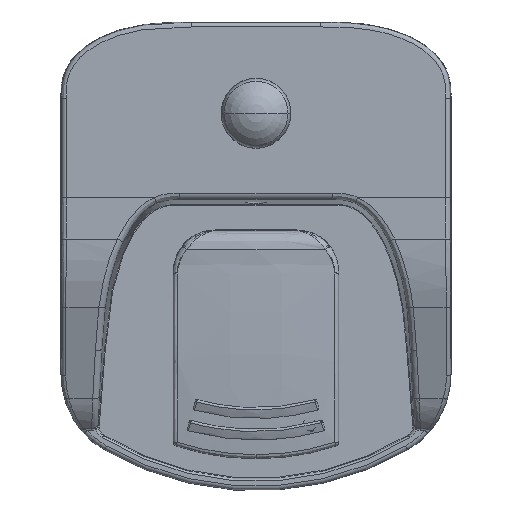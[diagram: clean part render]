
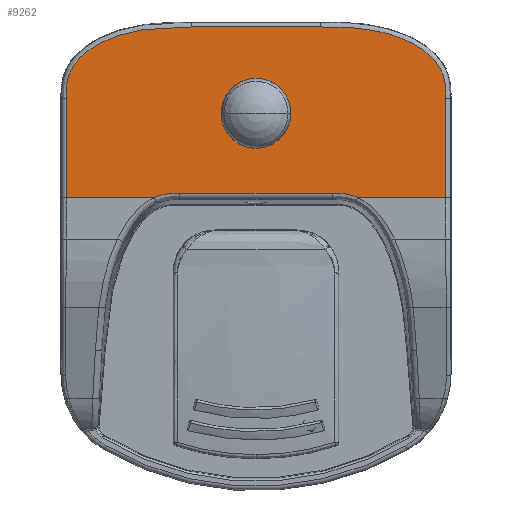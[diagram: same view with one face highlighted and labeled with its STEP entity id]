
A CAD part, top view. The second image highlights one B-rep face of the part: STEP entity #9262.
In plain terms, the highlighted planar face has unit normal (0, 0, 1).
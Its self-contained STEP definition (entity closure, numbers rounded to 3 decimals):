
#324=CARTESIAN_POINT('',(0.,112.735,30.));
#325=DIRECTION('',(0.,0.,-1.));
#326=DIRECTION('',(-1.,0.,0.));
#327=AXIS2_PLACEMENT_3D('',#324,#325,#326);
#333=CARTESIAN_POINT('',(0.,112.735,30.));
#334=DIRECTION('',(0.,0.,-1.));
#335=DIRECTION('',(1.,0.,0.));
#336=AXIS2_PLACEMENT_3D('',#333,#334,#335);
#341=DIRECTION('',(0.,-1.,0.));
#342=VECTOR('',#341,46.);
#343=CARTESIAN_POINT('',(-88.017,119.735,30.));
#344=LINE('',#343,#342);
#348=CARTESIAN_POINT('',(-30.,152.752,30.));
#349=CARTESIAN_POINT('',(-31.713,152.752,30.));
#350=CARTESIAN_POINT('',(-35.011,152.747,30.));
#351=CARTESIAN_POINT('',(-39.56,152.66,30.));
#352=CARTESIAN_POINT('',(-43.748,152.456,30.));
#353=CARTESIAN_POINT('',(-47.551,152.134,30.));
#354=CARTESIAN_POINT('',(-50.971,151.72,30.));
#355=CARTESIAN_POINT('',(-54.162,151.212,30.));
#356=CARTESIAN_POINT('',(-57.329,150.577,30.));
#357=CARTESIAN_POINT('',(-60.468,149.805,30.));
#358=CARTESIAN_POINT('',(-63.458,148.921,30.));
#359=CARTESIAN_POINT('',(-66.281,147.936,30.));
#360=CARTESIAN_POINT('',(-68.995,146.833,30.));
#361=CARTESIAN_POINT('',(-71.629,145.595,30.));
#362=CARTESIAN_POINT('',(-74.222,144.182,30.));
#363=CARTESIAN_POINT('',(-76.636,142.639,30.));
#364=CARTESIAN_POINT('',(-78.667,141.128,30.));
#365=CARTESIAN_POINT('',(-80.332,139.702,30.));
#366=CARTESIAN_POINT('',(-81.718,138.342,30.));
#367=CARTESIAN_POINT('',(-82.874,137.045,30.));
#368=CARTESIAN_POINT('',(-83.836,135.812,30.));
#369=CARTESIAN_POINT('',(-84.622,134.662,30.));
#370=CARTESIAN_POINT('',(-85.256,133.607,30.));
#371=CARTESIAN_POINT('',(-85.78,132.614,30.));
#372=CARTESIAN_POINT('',(-86.227,131.643,30.));
#373=CARTESIAN_POINT('',(-86.626,130.64,30.));
#374=CARTESIAN_POINT('',(-86.975,129.6,30.));
#375=CARTESIAN_POINT('',(-87.267,128.54,30.));
#376=CARTESIAN_POINT('',(-87.503,127.473,30.));
#377=CARTESIAN_POINT('',(-87.684,126.415,30.));
#378=CARTESIAN_POINT('',(-87.822,125.325,30.));
#379=CARTESIAN_POINT('',(-87.923,124.161,30.));
#380=CARTESIAN_POINT('',(-87.987,122.877,30.));
#381=CARTESIAN_POINT('',(-88.016,121.433,30.));
#382=CARTESIAN_POINT('',(-88.017,120.323,30.));
#383=CARTESIAN_POINT('',(-88.017,119.735,30.));
#388=DIRECTION('',(-1.,0.,0.));
#389=VECTOR('',#388,60.);
#390=CARTESIAN_POINT('',(30.,152.752,30.));
#391=LINE('',#390,#389);
#395=CARTESIAN_POINT('',(88.017,119.735,30.));
#396=CARTESIAN_POINT('',(88.017,120.983,30.));
#397=CARTESIAN_POINT('',(88.021,123.505,30.));
#398=CARTESIAN_POINT('',(87.614,127.503,30.));
#399=CARTESIAN_POINT('',(86.485,131.332,30.));
#400=CARTESIAN_POINT('',(84.748,134.614,30.));
#401=CARTESIAN_POINT('',(82.76,137.248,30.));
#402=CARTESIAN_POINT('',(80.723,139.37,30.));
#403=CARTESIAN_POINT('',(78.538,141.248,30.));
#404=CARTESIAN_POINT('',(76.118,142.998,30.));
#405=CARTESIAN_POINT('',(73.56,144.564,30.));
#406=CARTESIAN_POINT('',(70.928,145.943,30.));
#407=CARTESIAN_POINT('',(68.238,147.158,30.));
#408=CARTESIAN_POINT('',(65.452,148.243,30.));
#409=CARTESIAN_POINT('',(62.493,149.224,30.));
#410=CARTESIAN_POINT('',(59.391,150.087,30.));
#411=CARTESIAN_POINT('',(56.231,150.814,30.));
#412=CARTESIAN_POINT('',(52.917,151.43,30.));
#413=CARTESIAN_POINT('',(49.222,151.954,30.));
#414=CARTESIAN_POINT('',(45.078,152.365,30.));
#415=CARTESIAN_POINT('',(40.503,152.632,30.));
#416=CARTESIAN_POINT('',(35.499,152.746,30.));
#417=CARTESIAN_POINT('',(31.88,152.752,30.));
#418=CARTESIAN_POINT('',(30.,152.752,30.));
#423=DIRECTION('',(0.,1.,0.));
#424=VECTOR('',#423,46.);
#425=CARTESIAN_POINT('',(88.017,73.735,30.));
#426=LINE('',#425,#424);
#430=DIRECTION('',(-1.,0.,0.));
#431=VECTOR('',#430,40.868);
#432=CARTESIAN_POINT('',(88.017,73.735,30.));
#433=LINE('',#432,#431);
#437=CARTESIAN_POINT('',(35.403,75.77,30.));
#438=CARTESIAN_POINT('',(35.821,75.77,30.));
#439=CARTESIAN_POINT('',(36.654,75.769,30.));
#440=CARTESIAN_POINT('',(37.878,75.747,30.));
#441=CARTESIAN_POINT('',(39.145,75.684,30.));
#442=CARTESIAN_POINT('',(40.359,75.574,30.));
#443=CARTESIAN_POINT('',(41.547,75.413,30.));
#444=CARTESIAN_POINT('',(42.793,75.181,30.));
#445=CARTESIAN_POINT('',(44.128,74.85,30.));
#446=CARTESIAN_POINT('',(45.564,74.395,30.));
#447=CARTESIAN_POINT('',(46.61,73.977,30.));
#448=CARTESIAN_POINT('',(47.15,73.735,30.));
#453=DIRECTION('',(1.,0.,0.));
#454=VECTOR('',#453,70.807);
#455=CARTESIAN_POINT('',(-35.403,75.77,30.));
#456=LINE('',#455,#454);
#460=CARTESIAN_POINT('',(-47.15,73.735,30.));
#461=CARTESIAN_POINT('',(-46.673,73.949,30.));
#462=CARTESIAN_POINT('',(-45.742,74.327,30.));
#463=CARTESIAN_POINT('',(-44.427,74.761,30.));
#464=CARTESIAN_POINT('',(-43.181,75.091,30.));
#465=CARTESIAN_POINT('',(-41.997,75.336,30.));
#466=CARTESIAN_POINT('',(-40.792,75.523,30.));
#467=CARTESIAN_POINT('',(-39.548,75.654,30.));
#468=CARTESIAN_POINT('',(-38.257,75.734,30.));
#469=CARTESIAN_POINT('',(-36.895,75.769,30.));
#470=CARTESIAN_POINT('',(-35.912,75.77,30.));
#471=CARTESIAN_POINT('',(-35.403,75.77,30.));
#476=DIRECTION('',(-1.,0.,0.));
#477=VECTOR('',#476,40.868);
#478=CARTESIAN_POINT('',(-47.15,73.735,30.));
#479=LINE('',#478,#477);
#4208=CARTESIAN_POINT('',(47.15,73.735,30.));
#8331=CARTESIAN_POINT('',(-16.2,112.735,30.));
#8332=CARTESIAN_POINT('',(16.2,112.735,30.));
#8333=VERTEX_POINT('',#8331);
#8334=VERTEX_POINT('',#8332);
#8387=VERTEX_POINT('',#4208);
#8389=VERTEX_POINT('',#437);
#8391=CARTESIAN_POINT('',(-35.403,75.77,30.));
#8392=VERTEX_POINT('',#8391);
#8395=VERTEX_POINT('',#460);
#8648=CARTESIAN_POINT('',(-88.018,73.735,30.));
#8649=VERTEX_POINT('',#8648);
#8651=CARTESIAN_POINT('',(-88.017,119.735,30.));
#8652=VERTEX_POINT('',#8651);
#8655=VERTEX_POINT('',#348);
#8657=CARTESIAN_POINT('',(30.,152.752,30.));
#8658=VERTEX_POINT('',#8657);
#8661=VERTEX_POINT('',#395);
#8663=CARTESIAN_POINT('',(88.017,73.735,30.));
#8664=VERTEX_POINT('',#8663);
#9229=CARTESIAN_POINT('',(0.,0.,30.));
#9230=DIRECTION('',(0.,0.,1.));
#9231=DIRECTION('',(0.,-1.,0.));
#9232=AXIS2_PLACEMENT_3D('',#9229,#9230,#9231);
#9233=PLANE('',#9232);
#9235=ORIENTED_EDGE('',*,*,#9234,.F.);
#9237=ORIENTED_EDGE('',*,*,#9236,.F.);
#9239=ORIENTED_EDGE('',*,*,#9238,.F.);
#9241=ORIENTED_EDGE('',*,*,#9240,.F.);
#9243=ORIENTED_EDGE('',*,*,#9242,.F.);
#9245=ORIENTED_EDGE('',*,*,#9244,.T.);
#9247=ORIENTED_EDGE('',*,*,#9246,.F.);
#9249=ORIENTED_EDGE('',*,*,#9248,.F.);
#9251=ORIENTED_EDGE('',*,*,#9250,.F.);
#9253=ORIENTED_EDGE('',*,*,#9252,.T.);
#9254=EDGE_LOOP('',(#9235,#9237,#9239,#9241,#9243,#9245,#9247,#9249,#9251,
#9253));
#9255=FACE_OUTER_BOUND('',#9254,.F.);
#9257=ORIENTED_EDGE('',*,*,#9256,.F.);
#9259=ORIENTED_EDGE('',*,*,#9258,.F.);
#9260=EDGE_LOOP('',(#9257,#9259));
#9261=FACE_BOUND('',#9260,.F.);
#328=CIRCLE('',#327,16.2);
#337=CIRCLE('',#336,16.2);
#384=B_SPLINE_CURVE_WITH_KNOTS('',3,(#348,#349,#350,#351,#352,#353,#354,#355,
#356,#357,#358,#359,#360,#361,#362,#363,#364,#365,#366,#367,#368,#369,#370,#371,
#372,#373,#374,#375,#376,#377,#378,#379,#380,#381,#382,#383),.UNSPECIFIED.,.F.,
.F.,(4,1,1,1,1,1,1,1,1,1,1,1,1,1,1,1,1,1,1,1,1,1,1,1,1,1,1,1,1,1,1,1,1,4),(0.,
0.03,0.061,0.091,0.121,
0.152,0.182,0.212,0.242,
0.273,0.303,0.333,0.364,
0.394,0.424,0.455,0.485,
0.515,0.545,0.576,0.606,
0.636,0.667,0.697,0.727,
0.758,0.788,0.818,0.848,
0.879,0.909,0.939,0.97,1.),
.UNSPECIFIED.);
#419=B_SPLINE_CURVE_WITH_KNOTS('',3,(#395,#396,#397,#398,#399,#400,#401,#402,
#403,#404,#405,#406,#407,#408,#409,#410,#411,#412,#413,#414,#415,#416,#417,
#418),.UNSPECIFIED.,.F.,.F.,(4,1,1,1,1,1,1,1,1,1,1,1,1,1,1,1,1,1,1,1,1,4),(0.,
0.048,0.095,0.143,0.19,
0.238,0.286,0.333,0.381,
0.429,0.476,0.524,0.571,
0.619,0.667,0.714,0.762,
0.81,0.857,0.905,0.952,1.),
.UNSPECIFIED.);
#449=B_SPLINE_CURVE_WITH_KNOTS('',3,(#437,#438,#439,#440,#441,#442,#443,#444,
#445,#446,#447,#448),.UNSPECIFIED.,.F.,.F.,(4,1,1,1,1,1,1,1,1,4),(0.,
0.111,0.222,0.333,0.444,
0.556,0.667,0.778,0.889,1.),
.UNSPECIFIED.);
#472=B_SPLINE_CURVE_WITH_KNOTS('',3,(#460,#461,#462,#463,#464,#465,#466,#467,
#468,#469,#470,#471),.UNSPECIFIED.,.F.,.F.,(4,1,1,1,1,1,1,1,1,4),(0.,
0.111,0.222,0.333,0.444,
0.556,0.667,0.778,0.889,1.),
.UNSPECIFIED.);
#9234=EDGE_CURVE('',#8652,#8649,#344,.T.);
#9236=EDGE_CURVE('',#8655,#8652,#384,.T.);
#9238=EDGE_CURVE('',#8658,#8655,#391,.T.);
#9240=EDGE_CURVE('',#8661,#8658,#419,.T.);
#9242=EDGE_CURVE('',#8664,#8661,#426,.T.);
#9244=EDGE_CURVE('',#8664,#8387,#433,.T.);
#9246=EDGE_CURVE('',#8389,#8387,#449,.T.);
#9248=EDGE_CURVE('',#8392,#8389,#456,.T.);
#9250=EDGE_CURVE('',#8395,#8392,#472,.T.);
#9252=EDGE_CURVE('',#8395,#8649,#479,.T.);
#9256=EDGE_CURVE('',#8333,#8334,#328,.T.);
#9258=EDGE_CURVE('',#8334,#8333,#337,.T.);
#9262=ADVANCED_FACE('',(#9255,#9261),#9233,.T.);
